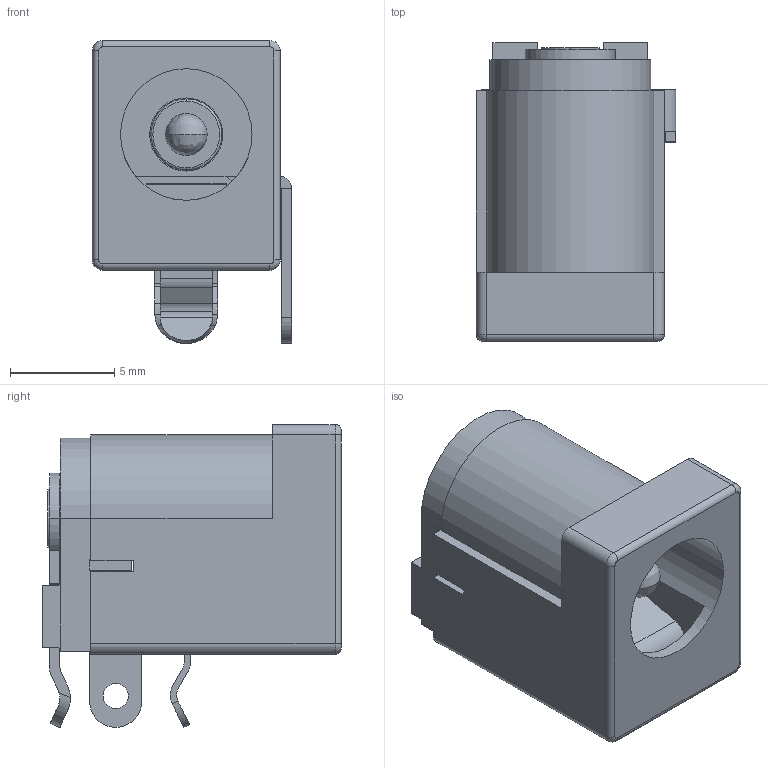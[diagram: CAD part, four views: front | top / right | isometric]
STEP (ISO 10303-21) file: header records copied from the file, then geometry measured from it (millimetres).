
FILE_DESCRIPTION(('FreeCAD Model'),'2;1');
FILE_NAME('DCJ200-10-A-K1-K.step', '2017-10-24T09:25:13',('kicad StepUp'),('ksu MCAD'), 'Open CASCADE STEP processor 7.1','FreeCAD','Unknown');
FILE_SCHEMA(('AUTOMOTIVE_DESIGN_CC2 { 1 2 10303 214 -1 1 5 4 }'));
Length unit declared in the file: millimetre
Products named in the file (1): DCJ200-10-A-K1-K
Bounding box: 9.55 x 14.3 x 14.51 mm (x, y, z)
Volume: 745 mm3; surface area: 1694.6 mm2
Topology: 6 solids, 6 shells, 227 faces, 581 edges, 367 vertices
Faces by surface type: plane 125, cylinder 76, bspline 14, torus 6, revolution 4, cone 2
Entity records: 9356 total; most frequent: CARTESIAN_POINT 2279, ORIENTED_EDGE 1150, DIRECTION 1110, EDGE_CURVE 575, LINE 380, VECTOR 380, VERTEX_POINT 367, AXIS2_PLACEMENT_3D 363
